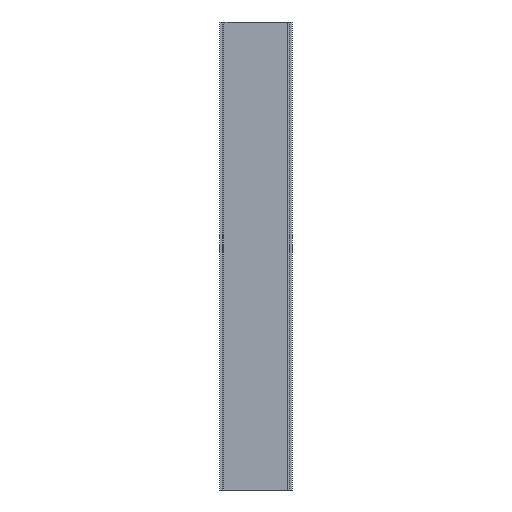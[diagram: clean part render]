
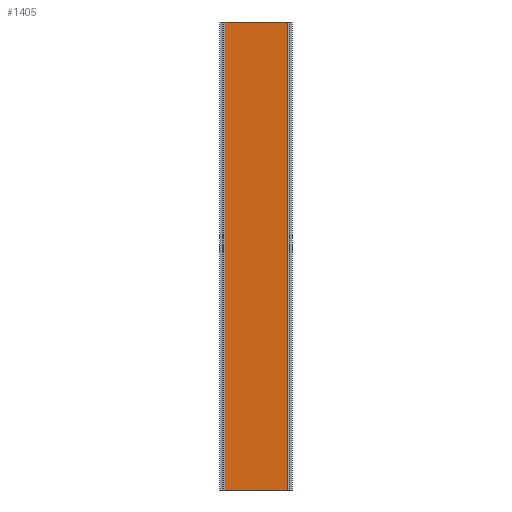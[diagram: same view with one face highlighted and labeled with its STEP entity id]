
A CAD part, left-side view. The second image highlights one B-rep face of the part: STEP entity #1405.
In plain terms, the highlighted planar face has unit normal (-1, 0, 0).
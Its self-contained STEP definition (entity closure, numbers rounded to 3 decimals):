
#124=FACE_OUTER_BOUND('',#195,.T.);
#195=EDGE_LOOP('',(#1082,#1083,#1084,#1085));
#334=LINE('',#2223,#499);
#335=LINE('',#2226,#500);
#336=LINE('',#2228,#501);
#337=LINE('',#2229,#502);
#499=VECTOR('',#1808,1000.);
#500=VECTOR('',#1811,132.95);
#501=VECTOR('',#1812,132.95);
#502=VECTOR('',#1813,1000.);
#643=VERTEX_POINT('',#2219);
#644=VERTEX_POINT('',#2221);
#645=VERTEX_POINT('',#2225);
#646=VERTEX_POINT('',#2227);
#828=EDGE_CURVE('',#643,#644,#334,.T.);
#829=EDGE_CURVE('',#645,#643,#335,.T.);
#830=EDGE_CURVE('',#646,#644,#336,.T.);
#831=EDGE_CURVE('',#645,#646,#337,.T.);
#1082=ORIENTED_EDGE('',*,*,#829,.T.);
#1083=ORIENTED_EDGE('',*,*,#828,.T.);
#1084=ORIENTED_EDGE('',*,*,#830,.F.);
#1085=ORIENTED_EDGE('',*,*,#831,.F.);
#1342=PLANE('',#1505);
#1405=ADVANCED_FACE('',(#124),#1342,.T.);
#1505=AXIS2_PLACEMENT_3D('',#2224,#1809,#1810);
#1808=DIRECTION('',(0.,0.,1.));
#1809=DIRECTION('center_axis',(-1.,0.,0.));
#1810=DIRECTION('ref_axis',(0.,-1.,0.));
#1811=DIRECTION('',(0.,-1.,0.));
#1812=DIRECTION('',(0.,-1.,0.));
#1813=DIRECTION('',(0.,0.,1.));
#2219=CARTESIAN_POINT('',(6.882,1.,0.));
#2221=CARTESIAN_POINT('',(6.882,1.,1000.));
#2223=CARTESIAN_POINT('',(6.882,1.,0.));
#2224=CARTESIAN_POINT('Origin',(6.882,133.95,0.));
#2225=CARTESIAN_POINT('',(6.882,133.95,0.));
#2226=CARTESIAN_POINT('',(6.882,133.95,0.));
#2227=CARTESIAN_POINT('',(6.882,133.95,1000.));
#2228=CARTESIAN_POINT('',(6.882,133.95,1000.));
#2229=CARTESIAN_POINT('',(6.882,133.95,0.));
